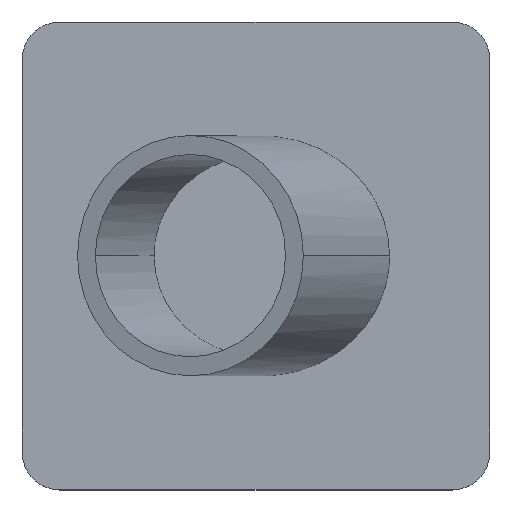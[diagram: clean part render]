
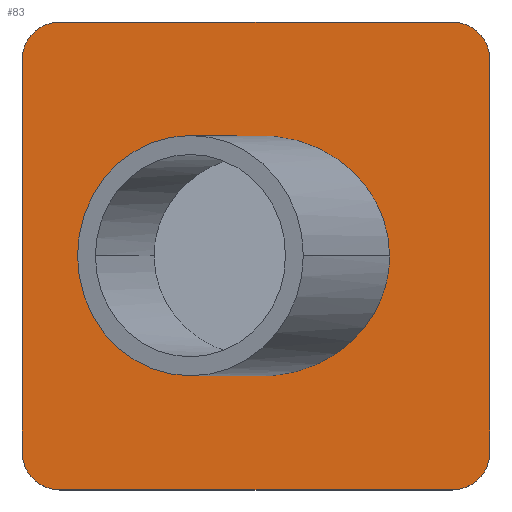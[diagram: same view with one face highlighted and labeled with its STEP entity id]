
A CAD part, top view. The second image highlights one B-rep face of the part: STEP entity #83.
In plain terms, the highlighted planar face has unit normal (0, 0, 1).
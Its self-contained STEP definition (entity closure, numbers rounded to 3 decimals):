
#1 = EDGE_CURVE ( 'NONE', #11, #246, #374, .T. ) ;
#11 = VERTEX_POINT ( 'NONE', #343 ) ;
#13 = CARTESIAN_POINT ( 'NONE',  ( 10.562, 0., 2.5 ) ) ;
#23 = VERTEX_POINT ( 'NONE', #100 ) ;
#32 = LINE ( 'NONE', #208, #354 ) ;
#35 = EDGE_CURVE ( 'NONE', #140, #383, #370, .T. ) ;
#43 = EDGE_CURVE ( 'NONE', #246, #523, #155, .T. ) ;
#46 = ORIENTED_EDGE ( 'NONE', *, *, #206, .T. ) ;
#66 = DIRECTION ( 'NONE',  ( 1., 0., 0. ) ) ;
#67 = EDGE_CURVE ( 'NONE', #352, #11, #32, .T. ) ;
#71 = CARTESIAN_POINT ( 'NONE',  ( -15.5, 15.5, 2.5 ) ) ;
#83 = ADVANCED_FACE ( 'NONE', ( #205, #319 ), #274, .F. ) ;
#97 = ORIENTED_EDGE ( 'NONE', *, *, #1, .T. ) ;
#100 = CARTESIAN_POINT ( 'NONE',  ( -18.5, 15.5, 2.5 ) ) ;
#101 = CARTESIAN_POINT ( 'NONE',  ( 15.5, 18.5, 2.5 ) ) ;
#114 = CARTESIAN_POINT ( 'NONE',  ( 10.562, 0., 2.5 ) ) ;
#124 = EDGE_CURVE ( 'NONE', #523, #23, #410, .T. ) ;
#133 = CARTESIAN_POINT ( 'NONE',  ( -15.5, -15.5, 2.5 ) ) ;
#140 = VERTEX_POINT ( 'NONE', #13 ) ;
#146 = CARTESIAN_POINT ( 'NONE',  ( -9.657, 0., 2.5 ) ) ;
#152 = EDGE_CURVE ( 'NONE', #23, #508, #506, .T. ) ;
#155 = LINE ( 'NONE', #232, #503 ) ;
#165 = DIRECTION ( 'NONE',  ( -1., 0., 0. ) ) ;
#172 = AXIS2_PLACEMENT_3D ( 'NONE', #267, #397, #230 ) ;
#176 = EDGE_CURVE ( 'NONE', #508, #479, #418, .T. ) ;
#177 = ORIENTED_EDGE ( 'NONE', *, *, #35, .F. ) ;
#187 = AXIS2_PLACEMENT_3D ( 'NONE', #359, #387, #422 ) ;
#205 = FACE_BOUND ( 'NONE', #459, .T. ) ;
#206 = EDGE_CURVE ( 'NONE', #300, #352, #486, .T. ) ;
#208 = CARTESIAN_POINT ( 'NONE',  ( 18.5, -15.5, 2.5 ) ) ;
#218 = DIRECTION ( 'NONE',  ( 0., -1., 0. ) ) ;
#223 = CARTESIAN_POINT ( 'NONE',  ( 10.562, 0., 2.5 ) ) ;
#227 = ORIENTED_EDGE ( 'NONE', *, *, #67, .T. ) ;
#230 = DIRECTION ( 'NONE',  ( 1., 0., 0. ) ) ;
#232 = CARTESIAN_POINT ( 'NONE',  ( -15.5, 18.5, 2.5 ) ) ;
#238 = EDGE_CURVE ( 'NONE', #479, #300, #398, .T. ) ;
#246 = VERTEX_POINT ( 'NONE', #101 ) ;
#263 = ORIENTED_EDGE ( 'NONE', *, *, #152, .T. ) ;
#265 = AXIS2_PLACEMENT_3D ( 'NONE', #71, #524, #165 ) ;
#267 = CARTESIAN_POINT ( 'NONE',  ( 15.5, 15.5, 2.5 ) ) ;
#269 = CARTESIAN_POINT ( 'NONE',  ( -9.657, 19., 2.5 ) ) ;
#274 = PLANE ( 'NONE',  #265 ) ;
#281 = CARTESIAN_POINT ( 'NONE',  ( -9.657, 0., 2.5 ) ) ;
#282 = ORIENTED_EDGE ( 'NONE', *, *, #176, .T. ) ;
#287 = CARTESIAN_POINT ( 'NONE',  ( -15.5, 18.5, 2.5 ) ) ;
#295 = DIRECTION ( 'NONE',  ( -1., 0., 0. ) ) ;
#300 = VERTEX_POINT ( 'NONE', #469 ) ;
#305 = AXIS2_PLACEMENT_3D ( 'NONE', #133, #419, #295 ) ;
#319 = FACE_OUTER_BOUND ( 'NONE', #421, .T. ) ;
#322 = AXIS2_PLACEMENT_3D ( 'NONE', #353, #344, #66 ) ;
#333 = ORIENTED_EDGE ( 'NONE', *, *, #43, .T. ) ;
#339 = ORIENTED_EDGE ( 'NONE', *, *, #238, .T. ) ;
#343 = CARTESIAN_POINT ( 'NONE',  ( 18.5, 15.5, 2.5 ) ) ;
#344 = DIRECTION ( 'NONE',  ( 0., 0., 1. ) ) ;
#345 = VECTOR ( 'NONE', #218, 1000. ) ;
#347 = DIRECTION ( 'NONE',  ( 1., 0., 0. ) ) ;
#352 = VERTEX_POINT ( 'NONE', #450 ) ;
#353 = CARTESIAN_POINT ( 'NONE',  ( 15.5, -15.5, 2.5 ) ) ;
#354 = VECTOR ( 'NONE', #532, 1000. ) ;
#359 = CARTESIAN_POINT ( 'NONE',  ( -15.5, 15.5, 2.5 ) ) ;
#361 = CARTESIAN_POINT ( 'NONE',  ( -9.657, 0., 2.5 ) ) ;
#364 = CARTESIAN_POINT ( 'NONE',  ( -9.657, -19., 2.5 ) ) ;
#370 =( BOUNDED_CURVE ( )  B_SPLINE_CURVE ( 3, ( #223, #389, #269, #146 ),
 .UNSPECIFIED., .F., .T. ) 
 B_SPLINE_CURVE_WITH_KNOTS ( ( 4, 4 ),
 ( 3.142, 6.283 ),
 .UNSPECIFIED. ) 
 CURVE ( )  GEOMETRIC_REPRESENTATION_ITEM ( )  RATIONAL_B_SPLINE_CURVE ( ( 1., 0.333, 0.333, 1. ) ) 
 REPRESENTATION_ITEM ( '' )  );
#371 = CARTESIAN_POINT ( 'NONE',  ( -18.5, -15.5, 2.5 ) ) ;
#374 = CIRCLE ( 'NONE', #172, 3. ) ;
#383 = VERTEX_POINT ( 'NONE', #281 ) ;
#384 = CARTESIAN_POINT ( 'NONE',  ( -18.5, -15.5, 2.5 ) ) ;
#387 = DIRECTION ( 'NONE',  ( 0., 0., 1. ) ) ;
#389 = CARTESIAN_POINT ( 'NONE',  ( 10.562, 19., 2.5 ) ) ;
#397 = DIRECTION ( 'NONE',  ( 0., 0., 1. ) ) ;
#398 = LINE ( 'NONE', #511, #458 ) ;
#410 = CIRCLE ( 'NONE', #187, 3. ) ;
#416 = ORIENTED_EDGE ( 'NONE', *, *, #482, .F. ) ;
#418 = CIRCLE ( 'NONE', #305, 3. ) ;
#419 = DIRECTION ( 'NONE',  ( 0., 0., 1. ) ) ;
#421 = EDGE_LOOP ( 'NONE', ( #439, #263, #282, #339, #46, #227, #97, #333 ) ) ;
#422 = DIRECTION ( 'NONE',  ( -1., 0., 0. ) ) ;
#430 =( BOUNDED_CURVE ( )  B_SPLINE_CURVE ( 3, ( #361, #364, #530, #114 ),
 .UNSPECIFIED., .F., .T. ) 
 B_SPLINE_CURVE_WITH_KNOTS ( ( 4, 4 ),
 ( 0., 3.142 ),
 .UNSPECIFIED. ) 
 CURVE ( )  GEOMETRIC_REPRESENTATION_ITEM ( )  RATIONAL_B_SPLINE_CURVE ( ( 1., 0.333, 0.333, 1. ) ) 
 REPRESENTATION_ITEM ( '' )  );
#439 = ORIENTED_EDGE ( 'NONE', *, *, #124, .T. ) ;
#450 = CARTESIAN_POINT ( 'NONE',  ( 18.5, -15.5, 2.5 ) ) ;
#458 = VECTOR ( 'NONE', #347, 1000. ) ;
#459 = EDGE_LOOP ( 'NONE', ( #177, #416 ) ) ;
#468 = DIRECTION ( 'NONE',  ( -1., 0., 0. ) ) ;
#469 = CARTESIAN_POINT ( 'NONE',  ( 15.5, -18.5, 2.5 ) ) ;
#479 = VERTEX_POINT ( 'NONE', #481 ) ;
#481 = CARTESIAN_POINT ( 'NONE',  ( -15.5, -18.5, 2.5 ) ) ;
#482 = EDGE_CURVE ( 'NONE', #383, #140, #430, .T. ) ;
#486 = CIRCLE ( 'NONE', #322, 3. ) ;
#503 = VECTOR ( 'NONE', #468, 1000. ) ;
#506 = LINE ( 'NONE', #384, #345 ) ;
#508 = VERTEX_POINT ( 'NONE', #371 ) ;
#511 = CARTESIAN_POINT ( 'NONE',  ( -15.5, -18.5, 2.5 ) ) ;
#523 = VERTEX_POINT ( 'NONE', #287 ) ;
#524 = DIRECTION ( 'NONE',  ( 0., 0., -1. ) ) ;
#530 = CARTESIAN_POINT ( 'NONE',  ( 10.562, -19., 2.5 ) ) ;
#532 = DIRECTION ( 'NONE',  ( 0., 1., 0. ) ) ;
